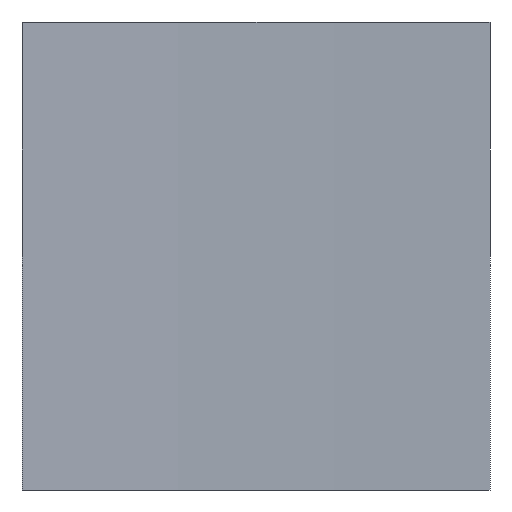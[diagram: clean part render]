
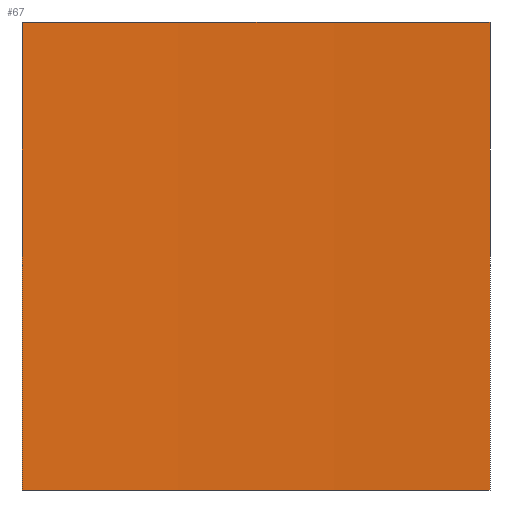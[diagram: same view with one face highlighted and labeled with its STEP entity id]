
A CAD part, left-side view. The second image highlights one B-rep face of the part: STEP entity #67.
In plain terms, the highlighted cylindrical face has radius 103.4 mm (diameter 206.8 mm), a partial arc.
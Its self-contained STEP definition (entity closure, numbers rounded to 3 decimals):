
#2 = CARTESIAN_POINT ( 'NONE',  ( -45.555, 13.353, 0. ) ) ;
#8 = ORIENTED_EDGE ( 'NONE', *, *, #172, .F. ) ;
#9 = CYLINDRICAL_SURFACE ( 'NONE', #148, 103.4 ) ;
#19 = VECTOR ( 'NONE', #180, 1000. ) ;
#22 = CARTESIAN_POINT ( 'NONE',  ( 57.724, 18.353, 10. ) ) ;
#34 = DIRECTION ( 'NONE',  ( 0., 0., -1. ) ) ;
#42 = CIRCLE ( 'NONE', #53, 103.4 ) ;
#53 = AXIS2_PLACEMENT_3D ( 'NONE', #155, #95, #176 ) ;
#57 = CARTESIAN_POINT ( 'NONE',  ( 57.724, 8.353, 0. ) ) ;
#63 = EDGE_CURVE ( 'NONE', #157, #136, #196, .T. ) ;
#67 = ADVANCED_FACE ( 'NONE', ( #230 ), #9, .F. ) ;
#71 = DIRECTION ( 'NONE',  ( 0., 0., -1. ) ) ;
#81 = CARTESIAN_POINT ( 'NONE',  ( -45.555, 13.353, 10. ) ) ;
#82 = EDGE_CURVE ( 'NONE', #210, #114, #189, .T. ) ;
#86 = ORIENTED_EDGE ( 'NONE', *, *, #63, .T. ) ;
#95 = DIRECTION ( 'NONE',  ( 0., 0., -1. ) ) ;
#100 = CARTESIAN_POINT ( 'NONE',  ( 57.724, 18.353, 10. ) ) ;
#101 = CARTESIAN_POINT ( 'NONE',  ( 57.724, 18.353, 0. ) ) ;
#111 = CARTESIAN_POINT ( 'NONE',  ( 57.724, 8.353, 10. ) ) ;
#114 = VERTEX_POINT ( 'NONE', #57 ) ;
#119 = ORIENTED_EDGE ( 'NONE', *, *, #165, .T. ) ;
#125 = CARTESIAN_POINT ( 'NONE',  ( 57.724, 8.353, 10. ) ) ;
#129 = CIRCLE ( 'NONE', #171, 103.4 ) ;
#136 = VERTEX_POINT ( 'NONE', #101 ) ;
#148 = AXIS2_PLACEMENT_3D ( 'NONE', #81, #34, #169 ) ;
#155 = CARTESIAN_POINT ( 'NONE',  ( -45.555, 13.353, 10. ) ) ;
#157 = VERTEX_POINT ( 'NONE', #22 ) ;
#160 = VECTOR ( 'NONE', #71, 1000. ) ;
#165 = EDGE_CURVE ( 'NONE', #136, #114, #129, .T. ) ;
#169 = DIRECTION ( 'NONE',  ( -1., 0., 0. ) ) ;
#171 = AXIS2_PLACEMENT_3D ( 'NONE', #2, #206, #192 ) ;
#172 = EDGE_CURVE ( 'NONE', #157, #210, #42, .T. ) ;
#176 = DIRECTION ( 'NONE',  ( 1., 0., 0. ) ) ;
#180 = DIRECTION ( 'NONE',  ( 0., 0., -1. ) ) ;
#189 = LINE ( 'NONE', #125, #160 ) ;
#192 = DIRECTION ( 'NONE',  ( 1., 0., 0. ) ) ;
#194 = EDGE_LOOP ( 'NONE', ( #119, #234, #8, #86 ) ) ;
#196 = LINE ( 'NONE', #100, #19 ) ;
#206 = DIRECTION ( 'NONE',  ( 0., 0., -1. ) ) ;
#210 = VERTEX_POINT ( 'NONE', #111 ) ;
#230 = FACE_OUTER_BOUND ( 'NONE', #194, .T. ) ;
#234 = ORIENTED_EDGE ( 'NONE', *, *, #82, .F. ) ;
